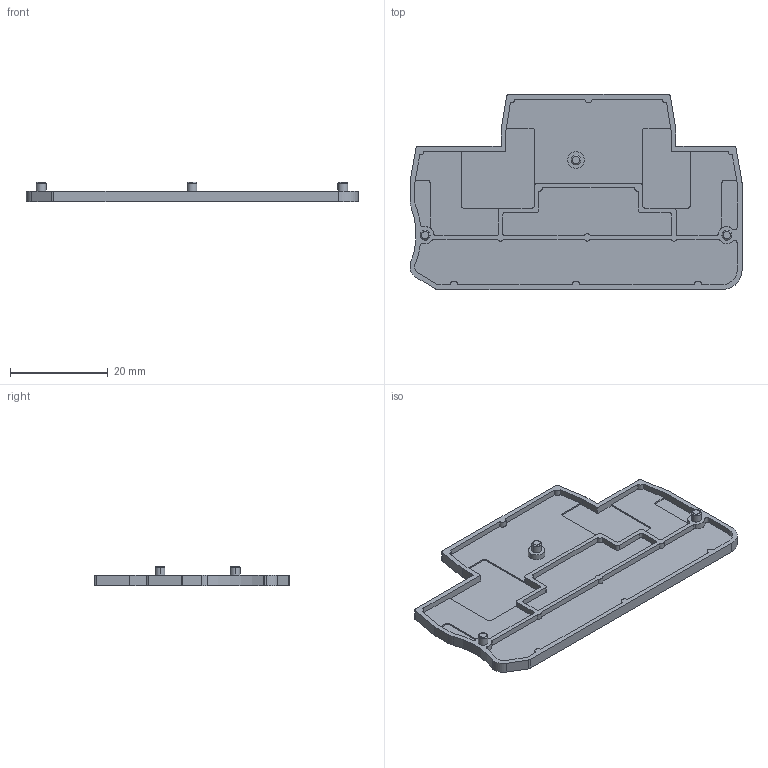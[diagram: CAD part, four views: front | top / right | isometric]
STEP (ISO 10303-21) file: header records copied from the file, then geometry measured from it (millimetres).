
FILE_DESCRIPTION (( 'STEP AP214' ), '1' );
FILE_NAME ('P6-2.5K.STEP', '2024-08-23T11:31:18', ( 'Windows User' ), ( 'P R C' ), 'SwSTEP 2.0', 'SolidWorks 2018', '' );
FILE_SCHEMA (( 'AUTOMOTIVE_DESIGN' ));
Length unit declared in the file: millimetre
Products named in the file (1): P6-2.5K
Bounding box: 68 x 39.97 x 4 mm (x, y, z)
Volume: 2608.5 mm3; surface area: 5773.5 mm2
Topology: 1 solids, 1 shells, 174 faces, 477 edges, 316 vertices
Faces by surface type: plane 86, cylinder 81, bspline 7
Entity records: 5725 total; most frequent: CARTESIAN_POINT 1145, DIRECTION 975, ORIENTED_EDGE 954, EDGE_CURVE 477, AXIS2_PLACEMENT_3D 338, VERTEX_POINT 316, VECTOR 299, LINE 299
